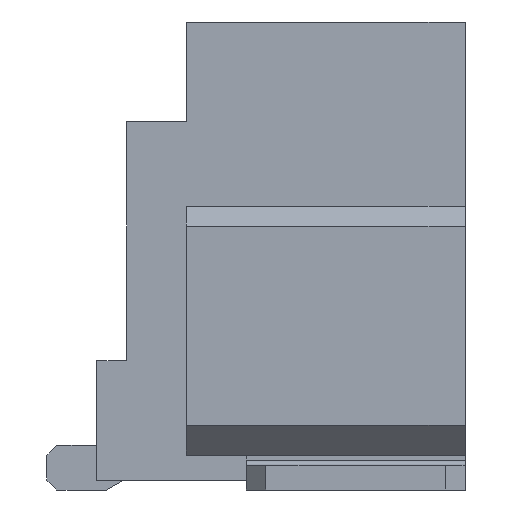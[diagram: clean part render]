
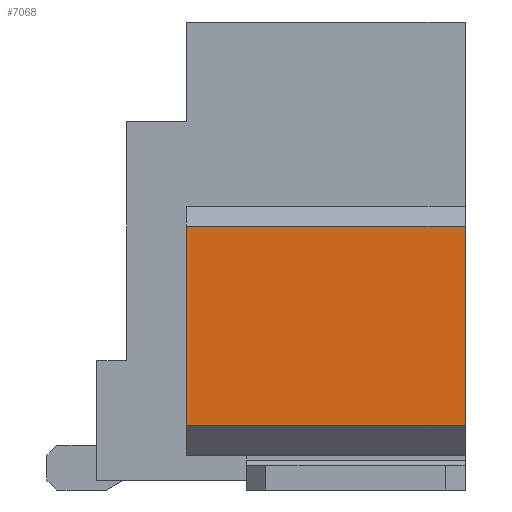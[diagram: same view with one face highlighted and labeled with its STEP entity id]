
A CAD part, left-side view. The second image highlights one B-rep face of the part: STEP entity #7068.
In plain terms, the highlighted face is planar.
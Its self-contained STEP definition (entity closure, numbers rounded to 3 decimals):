
#955 = PLANE('',#956);
#956 = AXIS2_PLACEMENT_3D('',#957,#958,#959);
#957 = CARTESIAN_POINT('',(2.75,1.85,-2.3));
#958 = DIRECTION('',(0.,1.,0.));
#959 = DIRECTION('',(-1.,0.,0.));
#2133 = PLANE('',#2134);
#2134 = AXIS2_PLACEMENT_3D('',#2135,#2136,#2137);
#2135 = CARTESIAN_POINT('',(2.75,-0.95,-2.3));
#2136 = DIRECTION('',(0.,1.,0.));
#2137 = DIRECTION('',(1.,0.,0.));
#4030 = VERTEX_POINT('',#4031);
#4031 = CARTESIAN_POINT('',(4.25,1.85,-1.75));
#4045 = PLANE('',#4046);
#4046 = AXIS2_PLACEMENT_3D('',#4047,#4048,#4049);
#4047 = CARTESIAN_POINT('',(4.25,1.85,-1.75));
#4048 = DIRECTION('',(0.707,0.,-0.707));
#4049 = DIRECTION('',(-0.707,0.,-0.707));
#4057 = EDGE_CURVE('',#4058,#4030,#4060,.T.);
#4058 = VERTEX_POINT('',#4059);
#4059 = CARTESIAN_POINT('',(4.25,1.85,0.25));
#4060 = SURFACE_CURVE('',#4061,(#4065,#4072),.PCURVE_S1.);
#4061 = LINE('',#4062,#4063);
#4062 = CARTESIAN_POINT('',(4.25,1.85,0.25));
#4063 = VECTOR('',#4064,1.);
#4064 = DIRECTION('',(0.,0.,-1.));
#4065 = PCURVE('',#955,#4066);
#4066 = DEFINITIONAL_REPRESENTATION('',(#4067),#4071);
#4067 = LINE('',#4068,#4069);
#4068 = CARTESIAN_POINT('',(-1.5,2.55));
#4069 = VECTOR('',#4070,1.);
#4070 = DIRECTION('',(0.,-1.));
#4071 = ( GEOMETRIC_REPRESENTATION_CONTEXT(2) 
PARAMETRIC_REPRESENTATION_CONTEXT() REPRESENTATION_CONTEXT('2D SPACE',''
  ) );
#4072 = PCURVE('',#4073,#4078);
#4073 = PLANE('',#4074);
#4074 = AXIS2_PLACEMENT_3D('',#4075,#4076,#4077);
#4075 = CARTESIAN_POINT('',(4.25,1.85,0.25));
#4076 = DIRECTION('',(1.,0.,0.));
#4077 = DIRECTION('',(0.,0.,-1.));
#4078 = DEFINITIONAL_REPRESENTATION('',(#4079),#4083);
#4079 = LINE('',#4080,#4081);
#4080 = CARTESIAN_POINT('',(0.,0.));
#4081 = VECTOR('',#4082,1.);
#4082 = DIRECTION('',(1.,0.));
#4083 = ( GEOMETRIC_REPRESENTATION_CONTEXT(2) 
PARAMETRIC_REPRESENTATION_CONTEXT() REPRESENTATION_CONTEXT('2D SPACE',''
  ) );
#4101 = PLANE('',#4102);
#4102 = AXIS2_PLACEMENT_3D('',#4103,#4104,#4105);
#4103 = CARTESIAN_POINT('',(2.95,1.85,0.25));
#4104 = DIRECTION('',(0.,0.,1.));
#4105 = DIRECTION('',(1.,0.,0.));
#5920 = VERTEX_POINT('',#5921);
#5921 = CARTESIAN_POINT('',(4.25,-0.95,0.25));
#5942 = EDGE_CURVE('',#5920,#5943,#5945,.T.);
#5943 = VERTEX_POINT('',#5944);
#5944 = CARTESIAN_POINT('',(4.25,-0.95,-1.75));
#5945 = SURFACE_CURVE('',#5946,(#5950,#5957),.PCURVE_S1.);
#5946 = LINE('',#5947,#5948);
#5947 = CARTESIAN_POINT('',(4.25,-0.95,0.25));
#5948 = VECTOR('',#5949,1.);
#5949 = DIRECTION('',(0.,0.,-1.));
#5950 = PCURVE('',#2133,#5951);
#5951 = DEFINITIONAL_REPRESENTATION('',(#5952),#5956);
#5952 = LINE('',#5953,#5954);
#5953 = CARTESIAN_POINT('',(1.5,-2.55));
#5954 = VECTOR('',#5955,1.);
#5955 = DIRECTION('',(0.,1.));
#5956 = ( GEOMETRIC_REPRESENTATION_CONTEXT(2) 
PARAMETRIC_REPRESENTATION_CONTEXT() REPRESENTATION_CONTEXT('2D SPACE',''
  ) );
#5957 = PCURVE('',#4073,#5958);
#5958 = DEFINITIONAL_REPRESENTATION('',(#5959),#5963);
#5959 = LINE('',#5960,#5961);
#5960 = CARTESIAN_POINT('',(0.,-2.8));
#5961 = VECTOR('',#5962,1.);
#5962 = DIRECTION('',(1.,0.));
#5963 = ( GEOMETRIC_REPRESENTATION_CONTEXT(2) 
PARAMETRIC_REPRESENTATION_CONTEXT() REPRESENTATION_CONTEXT('2D SPACE',''
  ) );
#7048 = EDGE_CURVE('',#4030,#5943,#7049,.T.);
#7049 = SURFACE_CURVE('',#7050,(#7054,#7061),.PCURVE_S1.);
#7050 = LINE('',#7051,#7052);
#7051 = CARTESIAN_POINT('',(4.25,1.85,-1.75));
#7052 = VECTOR('',#7053,1.);
#7053 = DIRECTION('',(0.,-1.,0.));
#7054 = PCURVE('',#4045,#7055);
#7055 = DEFINITIONAL_REPRESENTATION('',(#7056),#7060);
#7056 = LINE('',#7057,#7058);
#7057 = CARTESIAN_POINT('',(0.,0.));
#7058 = VECTOR('',#7059,1.);
#7059 = DIRECTION('',(0.,-1.));
#7060 = ( GEOMETRIC_REPRESENTATION_CONTEXT(2) 
PARAMETRIC_REPRESENTATION_CONTEXT() REPRESENTATION_CONTEXT('2D SPACE',''
  ) );
#7061 = PCURVE('',#4073,#7062);
#7062 = DEFINITIONAL_REPRESENTATION('',(#7063),#7067);
#7063 = LINE('',#7064,#7065);
#7064 = CARTESIAN_POINT('',(2.,0.));
#7065 = VECTOR('',#7066,1.);
#7066 = DIRECTION('',(0.,-1.));
#7067 = ( GEOMETRIC_REPRESENTATION_CONTEXT(2) 
PARAMETRIC_REPRESENTATION_CONTEXT() REPRESENTATION_CONTEXT('2D SPACE',''
  ) );
#7068 = ADVANCED_FACE('',(#7069),#4073,.T.);
#7069 = FACE_BOUND('',#7070,.F.);
#7070 = EDGE_LOOP('',(#7071,#7072,#7073,#7074));
#7071 = ORIENTED_EDGE('',*,*,#4057,.T.);
#7072 = ORIENTED_EDGE('',*,*,#7048,.T.);
#7073 = ORIENTED_EDGE('',*,*,#5942,.F.);
#7074 = ORIENTED_EDGE('',*,*,#7075,.F.);
#7075 = EDGE_CURVE('',#4058,#5920,#7076,.T.);
#7076 = SURFACE_CURVE('',#7077,(#7081,#7088),.PCURVE_S1.);
#7077 = LINE('',#7078,#7079);
#7078 = CARTESIAN_POINT('',(4.25,1.85,0.25));
#7079 = VECTOR('',#7080,1.);
#7080 = DIRECTION('',(0.,-1.,0.));
#7081 = PCURVE('',#4073,#7082);
#7082 = DEFINITIONAL_REPRESENTATION('',(#7083),#7087);
#7083 = LINE('',#7084,#7085);
#7084 = CARTESIAN_POINT('',(0.,0.));
#7085 = VECTOR('',#7086,1.);
#7086 = DIRECTION('',(0.,-1.));
#7087 = ( GEOMETRIC_REPRESENTATION_CONTEXT(2) 
PARAMETRIC_REPRESENTATION_CONTEXT() REPRESENTATION_CONTEXT('2D SPACE',''
  ) );
#7088 = PCURVE('',#4101,#7089);
#7089 = DEFINITIONAL_REPRESENTATION('',(#7090),#7094);
#7090 = LINE('',#7091,#7092);
#7091 = CARTESIAN_POINT('',(1.3,0.));
#7092 = VECTOR('',#7093,1.);
#7093 = DIRECTION('',(0.,-1.));
#7094 = ( GEOMETRIC_REPRESENTATION_CONTEXT(2) 
PARAMETRIC_REPRESENTATION_CONTEXT() REPRESENTATION_CONTEXT('2D SPACE',''
  ) );
